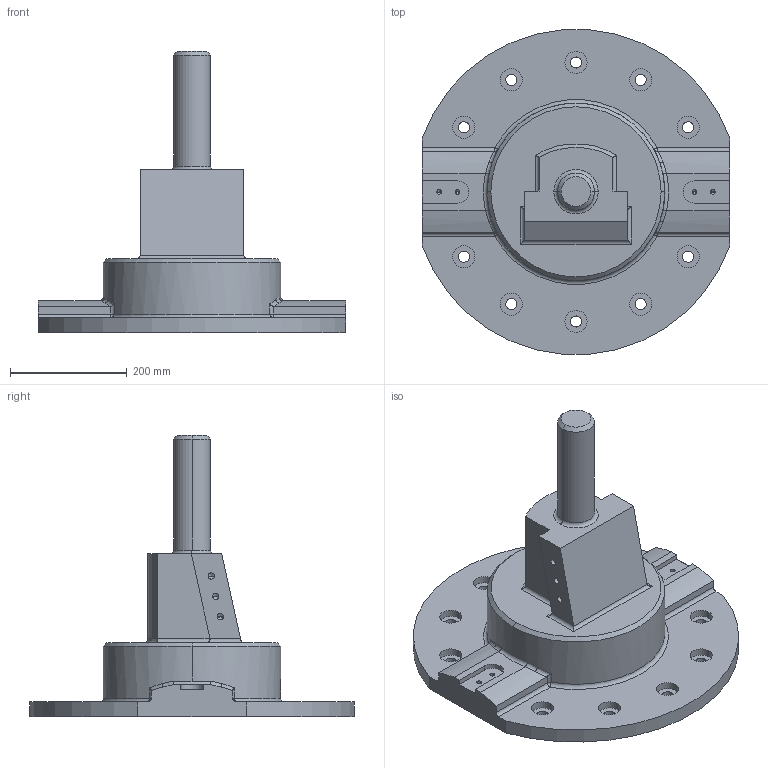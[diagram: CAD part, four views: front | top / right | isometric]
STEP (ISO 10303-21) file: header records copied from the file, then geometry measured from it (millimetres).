
FILE_DESCRIPTION(('CTC-05 geometry only from the NIST MBE PMI Validation and Conformance Testing Project - go.usa.gov/mGVm'),'2;1');
FILE_NAME('nist_ctc_05_asme1.stp','2015-05-27T17:43:46',(''),(''),'','','');
FILE_SCHEMA(('AP203_CONFIGURATION_CONTROLLED_3D_DESIGN_OF_MECHANICAL_PARTS_AND_ASSEMBLIES_MIM_LF { 1 0 10303 403 2 1 2 }'));
Length unit declared in the file: inch
Products named in the file (1): NIST_CTC_05_ASME1_RD
Bounding box: 527.05 x 556.92 x 482.6 mm (x, y, z)
Volume: 12694921.7 mm3; surface area: 862855.8 mm2
Topology: 1 solids, 2 shells, 209 faces, 540 edges, 339 vertices
Faces by surface type: cylinder 100, plane 63, cone 26, bspline 9, torus 7, sphere 4
Entity records: 6656 total; most frequent: CARTESIAN_POINT 1459, DIRECTION 1088, ORIENTED_EDGE 1024, EDGE_CURVE 514, AXIS2_PLACEMENT_3D 411, VERTEX_POINT 333, VECTOR 266, LINE 266
